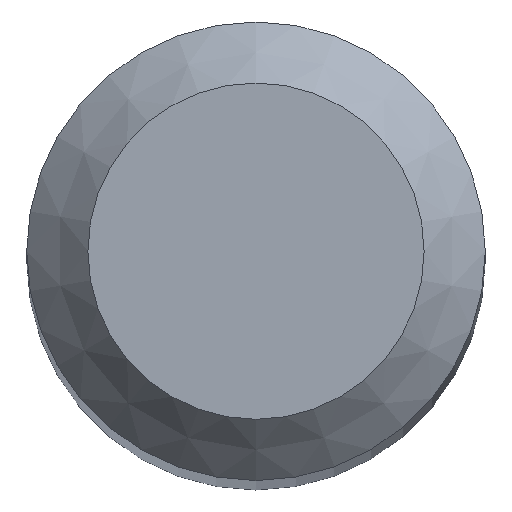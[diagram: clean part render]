
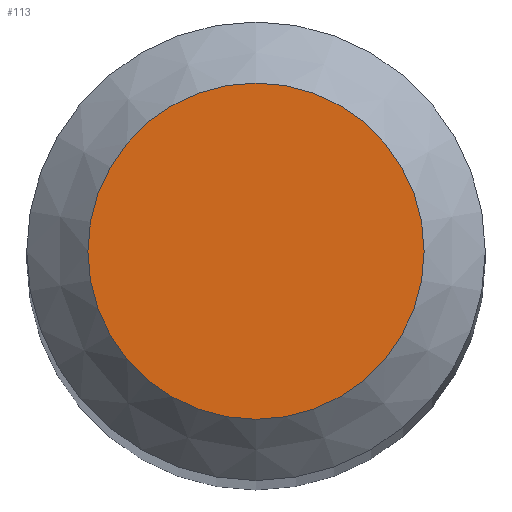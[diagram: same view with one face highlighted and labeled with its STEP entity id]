
A CAD part, top view. The second image highlights one B-rep face of the part: STEP entity #113.
In plain terms, the highlighted planar face has unit normal (0, 0, 1).
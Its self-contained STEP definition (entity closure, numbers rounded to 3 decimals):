
#7 = AXIS2_PLACEMENT_3D ( 'NONE', #70, #149, #17 ) ;
#17 = DIRECTION ( 'NONE',  ( 0., 1., 0. ) ) ;
#18 = CARTESIAN_POINT ( 'NONE',  ( 0., 0., 50. ) ) ;
#52 = VERTEX_POINT ( 'NONE', #112 ) ;
#55 = DIRECTION ( 'NONE',  ( 0., 1., 0. ) ) ;
#70 = CARTESIAN_POINT ( 'NONE',  ( 0., 0., 50. ) ) ;
#84 = CIRCLE ( 'NONE', #7, 1.1 ) ;
#89 = AXIS2_PLACEMENT_3D ( 'NONE', #18, #116, #55 ) ;
#90 = ORIENTED_EDGE ( 'NONE', *, *, #188, .F. ) ;
#109 = EDGE_LOOP ( 'NONE', ( #90 ) ) ;
#112 = CARTESIAN_POINT ( 'NONE',  ( 0., 1.1, 50. ) ) ;
#113 = ADVANCED_FACE ( 'NONE', ( #216 ), #236, .F. ) ;
#116 = DIRECTION ( 'NONE',  ( 0., 0., -1. ) ) ;
#149 = DIRECTION ( 'NONE',  ( 0., 0., -1. ) ) ;
#188 = EDGE_CURVE ( 'NONE', #52, #52, #84, .T. ) ;
#216 = FACE_OUTER_BOUND ( 'NONE', #109, .T. ) ;
#236 = PLANE ( 'NONE',  #89 ) ;
